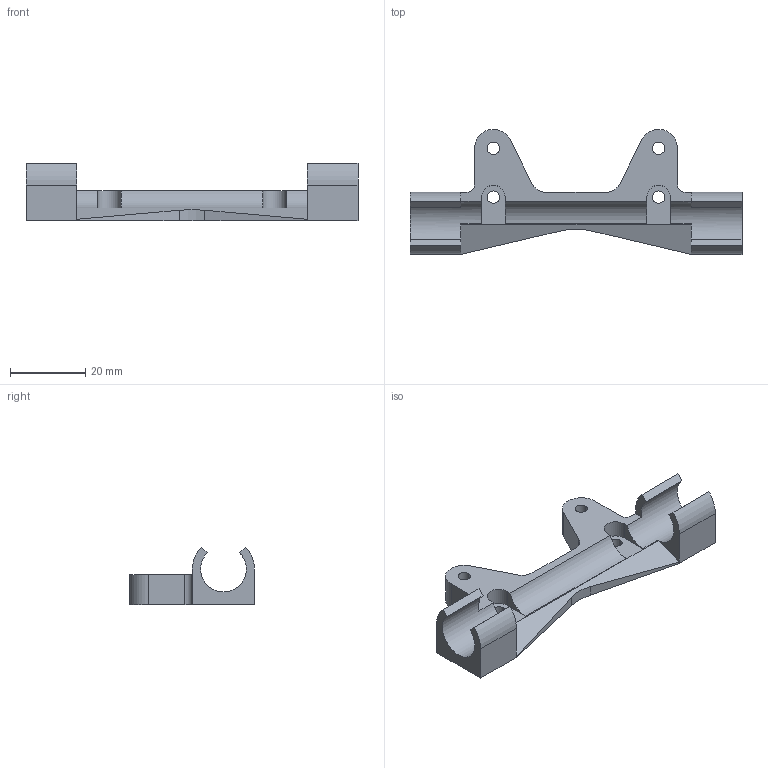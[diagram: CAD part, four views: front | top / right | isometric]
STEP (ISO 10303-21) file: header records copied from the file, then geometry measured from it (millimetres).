
FILE_DESCRIPTION (( 'STEP AP214' ), '1' );
FILE_NAME ('bearing-holder-fixed.STEP', '2011-09-23T15:04:47', ( 'Owner' ), ( '22ndstreetcomputers.com' ), 'SwSTEP 2.0', 'SolidWorks 2010', '' );
FILE_SCHEMA (( 'AUTOMOTIVE_DESIGN' ));
Length unit declared in the file: millimetre
Products named in the file (1): bearing-holder-fixed
Bounding box: 88.3 x 33.24 x 15.33 mm (x, y, z)
Volume: 9419 mm3; surface area: 6408 mm2
Topology: 1 solids, 1 shells, 67 faces, 187 edges, 124 vertices
Faces by surface type: plane 43, cylinder 24
Entity records: 2206 total; most frequent: CARTESIAN_POINT 382, ORIENTED_EDGE 374, DIRECTION 373, EDGE_CURVE 187, VECTOR 135, LINE 135, VERTEX_POINT 124, AXIS2_PLACEMENT_3D 119
